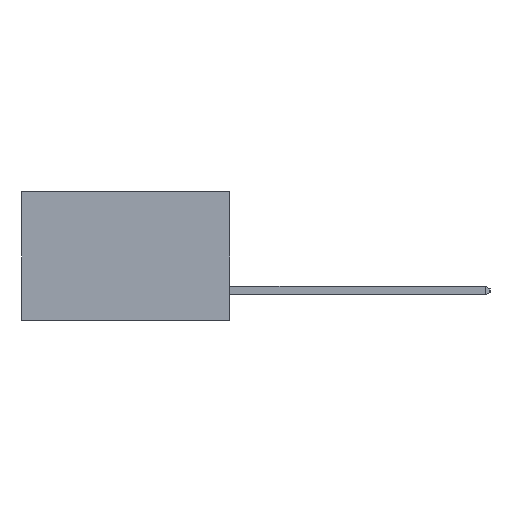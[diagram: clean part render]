
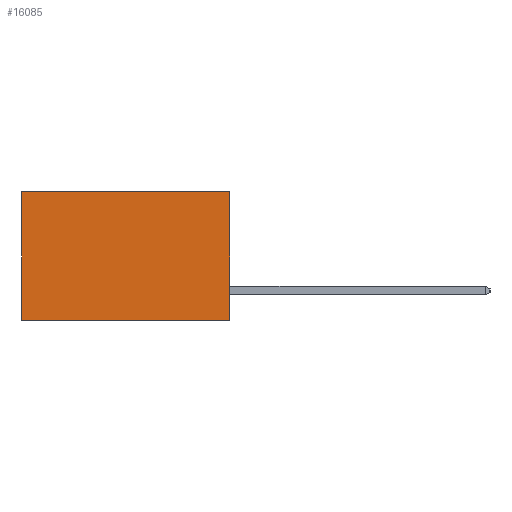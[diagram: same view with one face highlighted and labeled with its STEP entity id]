
A CAD part, left-side view. The second image highlights one B-rep face of the part: STEP entity #16085.
In plain terms, the highlighted planar face has unit normal (-1, 0, 0).
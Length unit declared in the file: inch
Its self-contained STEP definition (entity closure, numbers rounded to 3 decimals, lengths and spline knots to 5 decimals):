
#723 = EDGE_LOOP ( 'NONE', ( #15437, #19963, #5066, #7898 ) ) ;
#2799 = VERTEX_POINT ( 'NONE', #20570 ) ;
#3906 = VERTEX_POINT ( 'NONE', #12107 ) ;
#5066 = ORIENTED_EDGE ( 'NONE', *, *, #5832, .F. ) ;
#5119 = DIRECTION ( 'NONE',  ( 0., 1., 0. ) ) ;
#5291 = CARTESIAN_POINT ( 'NONE',  ( 0.2615, 0., -0.37 ) ) ;
#5783 = EDGE_CURVE ( 'NONE', #3906, #2799, #15120, .T. ) ;
#5832 = EDGE_CURVE ( 'NONE', #18491, #13603, #19310, .T. ) ;
#6620 = VECTOR ( 'NONE', #11401, 39.37008 ) ;
#6709 = CARTESIAN_POINT ( 'NONE',  ( 0.2615, 0., 0. ) ) ;
#7119 = DIRECTION ( 'NONE',  ( 0., 0., -1. ) ) ;
#7150 = VECTOR ( 'NONE', #5119, 39.37008 ) ;
#7574 = CARTESIAN_POINT ( 'NONE',  ( 0.2615, 0., -0.37 ) ) ;
#7898 = ORIENTED_EDGE ( 'NONE', *, *, #11357, .T. ) ;
#8383 = VECTOR ( 'NONE', #9401, 39.37008 ) ;
#9401 = DIRECTION ( 'NONE',  ( 0., 1., 0. ) ) ;
#9708 = CARTESIAN_POINT ( 'NONE',  ( 0.2615, 0., -0.37 ) ) ;
#10287 = CARTESIAN_POINT ( 'NONE',  ( 0.2615, 0., -0.37 ) ) ;
#10336 = DIRECTION ( 'NONE',  ( 0., 0., -1. ) ) ;
#10524 = CARTESIAN_POINT ( 'NONE',  ( 0.2615, 0., 0. ) ) ;
#11281 = CARTESIAN_POINT ( 'NONE',  ( 0.2615, 0.6, -0.37 ) ) ;
#11357 = EDGE_CURVE ( 'NONE', #18491, #3906, #16763, .T. ) ;
#11401 = DIRECTION ( 'NONE',  ( 0., 0., -1. ) ) ;
#12107 = CARTESIAN_POINT ( 'NONE',  ( 0.2615, 0.6, 0. ) ) ;
#13603 = VERTEX_POINT ( 'NONE', #9708 ) ;
#14007 = VECTOR ( 'NONE', #10336, 39.37008 ) ;
#15120 = LINE ( 'NONE', #11281, #6620 ) ;
#15437 = ORIENTED_EDGE ( 'NONE', *, *, #5783, .T. ) ;
#15979 = FACE_OUTER_BOUND ( 'NONE', #723, .T. ) ;
#16085 = ADVANCED_FACE ( 'NONE', ( #15979 ), #16121, .F. ) ;
#16121 = PLANE ( 'NONE',  #21035 ) ;
#16763 = LINE ( 'NONE', #10524, #7150 ) ;
#17931 = DIRECTION ( 'NONE',  ( 1., 0., 0. ) ) ;
#17992 = LINE ( 'NONE', #7574, #8383 ) ;
#18491 = VERTEX_POINT ( 'NONE', #6709 ) ;
#19310 = LINE ( 'NONE', #10287, #14007 ) ;
#19963 = ORIENTED_EDGE ( 'NONE', *, *, #20461, .F. ) ;
#20461 = EDGE_CURVE ( 'NONE', #13603, #2799, #17992, .T. ) ;
#20570 = CARTESIAN_POINT ( 'NONE',  ( 0.2615, 0.6, -0.37 ) ) ;
#21035 = AXIS2_PLACEMENT_3D ( 'NONE', #5291, #17931, #7119 ) ;
